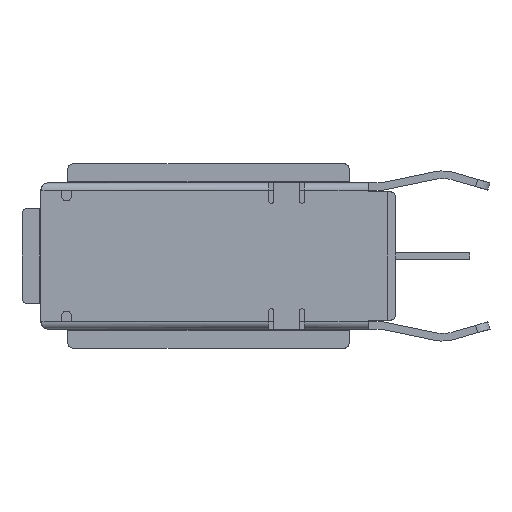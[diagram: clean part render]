
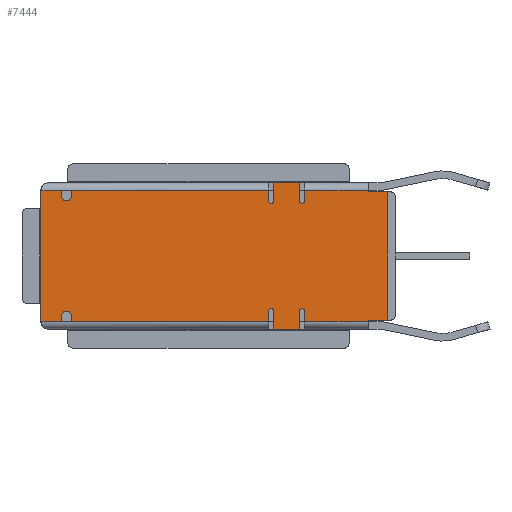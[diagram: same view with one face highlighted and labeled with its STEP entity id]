
A CAD part, left-side view. The second image highlights one B-rep face of the part: STEP entity #7444.
In plain terms, the highlighted planar face has unit normal (-1, 0, 0).
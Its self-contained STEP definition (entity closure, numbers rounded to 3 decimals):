
#9=DIRECTION('',(0.,-1.,0.));
#10=VECTOR('',#9,1.);
#11=CARTESIAN_POINT('',(-9.375,-2.55,-2.86));
#12=LINE('',#11,#10);
#788=DIRECTION('',(0.,0.,-1.));
#789=VECTOR('',#788,5.02);
#790=CARTESIAN_POINT('',(-9.375,-7.,2.51));
#791=LINE('',#790,#789);
#792=DIRECTION('',(0.,1.,0.));
#793=VECTOR('',#792,0.75);
#794=CARTESIAN_POINT('',(-9.375,-7.,-2.51));
#795=LINE('',#794,#793);
#796=DIRECTION('',(0.,1.,0.));
#797=VECTOR('',#796,2.5);
#798=CARTESIAN_POINT('',(-9.375,-6.25,-2.56));
#799=LINE('',#798,#797);
#800=DIRECTION('',(0.,0.,1.));
#801=VECTOR('',#800,0.4);
#802=CARTESIAN_POINT('',(-9.375,-3.75,-2.56));
#803=LINE('',#802,#801);
#804=CARTESIAN_POINT('',(-9.375,-3.65,-2.16));
#805=DIRECTION('',(-1.,0.,0.));
#806=DIRECTION('',(0.,-1.,0.));
#807=AXIS2_PLACEMENT_3D('',#804,#805,#806);
#809=DIRECTION('',(0.,0.,1.));
#810=VECTOR('',#809,0.7);
#811=CARTESIAN_POINT('',(-9.375,-3.55,-2.86));
#812=LINE('',#811,#810);
#813=DIRECTION('',(0.,0.,1.));
#814=VECTOR('',#813,0.7);
#815=CARTESIAN_POINT('',(-9.375,-2.55,-2.86));
#816=LINE('',#815,#814);
#817=CARTESIAN_POINT('',(-9.375,-2.45,-2.16));
#818=DIRECTION('',(-1.,0.,0.));
#819=DIRECTION('',(0.,-1.,0.));
#820=AXIS2_PLACEMENT_3D('',#817,#818,#819);
#822=DIRECTION('',(0.,0.,1.));
#823=VECTOR('',#822,0.4);
#824=CARTESIAN_POINT('',(-9.375,-2.35,-2.56));
#825=LINE('',#824,#823);
#826=DIRECTION('',(0.,1.,0.));
#827=VECTOR('',#826,7.7);
#828=CARTESIAN_POINT('',(-9.375,-2.35,-2.56));
#829=LINE('',#828,#827);
#830=DIRECTION('',(0.,0.,1.));
#831=VECTOR('',#830,0.2);
#832=CARTESIAN_POINT('',(-9.375,5.35,-2.56));
#833=LINE('',#832,#831);
#834=CARTESIAN_POINT('',(-9.375,5.55,-2.36));
#835=DIRECTION('',(-1.,0.,0.));
#836=DIRECTION('',(0.,-1.,0.));
#837=AXIS2_PLACEMENT_3D('',#834,#835,#836);
#839=DIRECTION('',(0.,0.,-1.));
#840=VECTOR('',#839,0.2);
#841=CARTESIAN_POINT('',(-9.375,5.75,-2.36));
#842=LINE('',#841,#840);
#843=DIRECTION('',(0.,1.,0.));
#844=VECTOR('',#843,0.8);
#845=CARTESIAN_POINT('',(-9.375,5.75,-2.56));
#846=LINE('',#845,#844);
#847=DIRECTION('',(0.,0.,1.));
#848=VECTOR('',#847,5.12);
#849=CARTESIAN_POINT('',(-9.375,6.55,-2.56));
#850=LINE('',#849,#848);
#851=DIRECTION('',(0.,-1.,0.));
#852=VECTOR('',#851,0.8);
#853=CARTESIAN_POINT('',(-9.375,6.55,2.56));
#854=LINE('',#853,#852);
#855=DIRECTION('',(0.,0.,-1.));
#856=VECTOR('',#855,0.2);
#857=CARTESIAN_POINT('',(-9.375,5.75,2.56));
#858=LINE('',#857,#856);
#859=CARTESIAN_POINT('',(-9.375,5.55,2.36));
#860=DIRECTION('',(-1.,0.,0.));
#861=DIRECTION('',(0.,1.,0.));
#862=AXIS2_PLACEMENT_3D('',#859,#860,#861);
#864=DIRECTION('',(0.,0.,1.));
#865=VECTOR('',#864,0.2);
#866=CARTESIAN_POINT('',(-9.375,5.35,2.36));
#867=LINE('',#866,#865);
#868=DIRECTION('',(0.,-1.,0.));
#869=VECTOR('',#868,7.7);
#870=CARTESIAN_POINT('',(-9.375,5.35,2.56));
#871=LINE('',#870,#869);
#872=DIRECTION('',(0.,0.,-1.));
#873=VECTOR('',#872,0.4);
#874=CARTESIAN_POINT('',(-9.375,-2.35,2.56));
#875=LINE('',#874,#873);
#876=CARTESIAN_POINT('',(-9.375,-2.45,2.16));
#877=DIRECTION('',(-1.,0.,0.));
#878=DIRECTION('',(0.,1.,0.));
#879=AXIS2_PLACEMENT_3D('',#876,#877,#878);
#881=DIRECTION('',(0.,0.,-1.));
#882=VECTOR('',#881,0.7);
#883=CARTESIAN_POINT('',(-9.375,-2.55,2.86));
#884=LINE('',#883,#882);
#885=DIRECTION('',(0.,0.,-1.));
#886=VECTOR('',#885,0.7);
#887=CARTESIAN_POINT('',(-9.375,-3.55,2.86));
#888=LINE('',#887,#886);
#889=CARTESIAN_POINT('',(-9.375,-3.65,2.16));
#890=DIRECTION('',(-1.,0.,0.));
#891=DIRECTION('',(0.,1.,0.));
#892=AXIS2_PLACEMENT_3D('',#889,#890,#891);
#894=DIRECTION('',(0.,0.,-1.));
#895=VECTOR('',#894,0.4);
#896=CARTESIAN_POINT('',(-9.375,-3.75,2.56));
#897=LINE('',#896,#895);
#898=DIRECTION('',(0.,-1.,0.));
#899=VECTOR('',#898,2.5);
#900=CARTESIAN_POINT('',(-9.375,-3.75,2.56));
#901=LINE('',#900,#899);
#902=DIRECTION('',(0.,-1.,0.));
#903=VECTOR('',#902,0.75);
#904=CARTESIAN_POINT('',(-9.375,-6.25,2.51));
#905=LINE('',#904,#903);
#998=DIRECTION('',(0.,-1.,0.));
#999=VECTOR('',#998,1.);
#1000=CARTESIAN_POINT('',(-9.375,-2.55,2.86));
#1001=LINE('',#1000,#999);
#3244=DIRECTION('',(0.,0.,1.));
#3245=VECTOR('',#3244,0.05);
#3246=CARTESIAN_POINT('',(-9.375,-6.25,-2.56));
#3247=LINE('',#3246,#3245);
#3256=DIRECTION('',(0.,0.,1.));
#3257=VECTOR('',#3256,0.05);
#3258=CARTESIAN_POINT('',(-9.375,-6.25,2.51));
#3259=LINE('',#3258,#3257);
#5451=CARTESIAN_POINT('',(-9.375,5.35,-2.56));
#5452=CARTESIAN_POINT('',(-9.375,5.35,-2.36));
#5453=VERTEX_POINT('',#5451);
#5454=VERTEX_POINT('',#5452);
#5455=CARTESIAN_POINT('',(-9.375,5.75,-2.36));
#5456=VERTEX_POINT('',#5455);
#5457=CARTESIAN_POINT('',(-9.375,5.75,-2.56));
#5458=VERTEX_POINT('',#5457);
#5459=CARTESIAN_POINT('',(-9.375,5.75,2.56));
#5460=CARTESIAN_POINT('',(-9.375,5.75,2.36));
#5461=VERTEX_POINT('',#5459);
#5462=VERTEX_POINT('',#5460);
#5463=CARTESIAN_POINT('',(-9.375,5.35,2.36));
#5464=VERTEX_POINT('',#5463);
#5465=CARTESIAN_POINT('',(-9.375,5.35,2.56));
#5466=VERTEX_POINT('',#5465);
#5483=CARTESIAN_POINT('',(-9.375,-3.75,-2.16));
#5484=CARTESIAN_POINT('',(-9.375,-3.55,-2.16));
#5485=VERTEX_POINT('',#5483);
#5486=VERTEX_POINT('',#5484);
#5487=CARTESIAN_POINT('',(-9.375,-3.55,-2.86));
#5488=VERTEX_POINT('',#5487);
#5489=CARTESIAN_POINT('',(-9.375,-2.55,-2.86));
#5490=CARTESIAN_POINT('',(-9.375,-2.55,-2.16));
#5491=VERTEX_POINT('',#5489);
#5492=VERTEX_POINT('',#5490);
#5493=CARTESIAN_POINT('',(-9.375,-2.35,-2.16));
#5494=VERTEX_POINT('',#5493);
#5495=CARTESIAN_POINT('',(-9.375,-3.55,2.86));
#5496=CARTESIAN_POINT('',(-9.375,-3.55,2.16));
#5497=VERTEX_POINT('',#5495);
#5498=VERTEX_POINT('',#5496);
#5499=CARTESIAN_POINT('',(-9.375,-3.75,2.16));
#5500=VERTEX_POINT('',#5499);
#5501=CARTESIAN_POINT('',(-9.375,-2.35,2.16));
#5502=CARTESIAN_POINT('',(-9.375,-2.55,2.16));
#5503=VERTEX_POINT('',#5501);
#5504=VERTEX_POINT('',#5502);
#5505=CARTESIAN_POINT('',(-9.375,-2.55,2.86));
#5506=VERTEX_POINT('',#5505);
#5818=CARTESIAN_POINT('',(-9.375,-2.35,2.56));
#5820=VERTEX_POINT('',#5818);
#5823=CARTESIAN_POINT('',(-9.375,-2.35,-2.56));
#5825=VERTEX_POINT('',#5823);
#5833=CARTESIAN_POINT('',(-9.375,6.55,-2.56));
#5834=VERTEX_POINT('',#5833);
#5839=CARTESIAN_POINT('',(-9.375,6.55,2.56));
#5840=VERTEX_POINT('',#5839);
#5841=CARTESIAN_POINT('',(-9.375,-3.75,2.56));
#5842=CARTESIAN_POINT('',(-9.375,-6.25,2.56));
#5843=VERTEX_POINT('',#5841);
#5844=VERTEX_POINT('',#5842);
#5850=CARTESIAN_POINT('',(-9.375,-3.75,-2.56));
#5852=VERTEX_POINT('',#5850);
#5853=CARTESIAN_POINT('',(-9.375,-6.25,-2.56));
#5854=VERTEX_POINT('',#5853);
#6860=CARTESIAN_POINT('',(-9.375,-6.25,2.51));
#6861=VERTEX_POINT('',#6860);
#6862=CARTESIAN_POINT('',(-9.375,-6.25,-2.51));
#6863=VERTEX_POINT('',#6862);
#6864=CARTESIAN_POINT('',(-9.375,-7.,2.51));
#6865=CARTESIAN_POINT('',(-9.375,-7.,-2.51));
#6866=VERTEX_POINT('',#6864);
#6867=VERTEX_POINT('',#6865);
#7375=CARTESIAN_POINT('',(-9.375,6.55,-2.86));
#7376=DIRECTION('',(-1.,0.,0.));
#7377=DIRECTION('',(0.,-1.,0.));
#7378=AXIS2_PLACEMENT_3D('',#7375,#7376,#7377);
#7379=PLANE('',#7378);
#7381=ORIENTED_EDGE('',*,*,#7380,.T.);
#7383=ORIENTED_EDGE('',*,*,#7382,.T.);
#7385=ORIENTED_EDGE('',*,*,#7384,.F.);
#7387=ORIENTED_EDGE('',*,*,#7386,.T.);
#7389=ORIENTED_EDGE('',*,*,#7388,.T.);
#7391=ORIENTED_EDGE('',*,*,#7390,.T.);
#7392=ORIENTED_EDGE('',*,*,#7364,.F.);
#7393=ORIENTED_EDGE('',*,*,#6889,.F.);
#7395=ORIENTED_EDGE('',*,*,#7394,.T.);
#7397=ORIENTED_EDGE('',*,*,#7396,.T.);
#7399=ORIENTED_EDGE('',*,*,#7398,.F.);
#7401=ORIENTED_EDGE('',*,*,#7400,.T.);
#7403=ORIENTED_EDGE('',*,*,#7402,.T.);
#7405=ORIENTED_EDGE('',*,*,#7404,.T.);
#7407=ORIENTED_EDGE('',*,*,#7406,.T.);
#7409=ORIENTED_EDGE('',*,*,#7408,.T.);
#7411=ORIENTED_EDGE('',*,*,#7410,.T.);
#7413=ORIENTED_EDGE('',*,*,#7412,.T.);
#7415=ORIENTED_EDGE('',*,*,#7414,.T.);
#7417=ORIENTED_EDGE('',*,*,#7416,.T.);
#7419=ORIENTED_EDGE('',*,*,#7418,.T.);
#7421=ORIENTED_EDGE('',*,*,#7420,.T.);
#7423=ORIENTED_EDGE('',*,*,#7422,.T.);
#7425=ORIENTED_EDGE('',*,*,#7424,.T.);
#7427=ORIENTED_EDGE('',*,*,#7426,.F.);
#7429=ORIENTED_EDGE('',*,*,#7428,.T.);
#7431=ORIENTED_EDGE('',*,*,#7430,.T.);
#7433=ORIENTED_EDGE('',*,*,#7432,.T.);
#7435=ORIENTED_EDGE('',*,*,#7434,.F.);
#7437=ORIENTED_EDGE('',*,*,#7436,.T.);
#7439=ORIENTED_EDGE('',*,*,#7438,.F.);
#7441=ORIENTED_EDGE('',*,*,#7440,.T.);
#7442=EDGE_LOOP('',(#7381,#7383,#7385,#7387,#7389,#7391,#7392,#7393,#7395,#7397,
#7399,#7401,#7403,#7405,#7407,#7409,#7411,#7413,#7415,#7417,#7419,#7421,#7423,
#7425,#7427,#7429,#7431,#7433,#7435,#7437,#7439,#7441));
#7443=FACE_OUTER_BOUND('',#7442,.F.);
#7444=ADVANCED_FACE('',(#7443),#7379,.T.);
#808=CIRCLE('',#807,0.1);
#821=CIRCLE('',#820,0.1);
#838=CIRCLE('',#837,0.2);
#863=CIRCLE('',#862,0.2);
#880=CIRCLE('',#879,0.1);
#893=CIRCLE('',#892,0.1);
#6889=EDGE_CURVE('',#5491,#5488,#12,.T.);
#7364=EDGE_CURVE('',#5488,#5486,#812,.T.);
#7380=EDGE_CURVE('',#6866,#6867,#791,.T.);
#7382=EDGE_CURVE('',#6867,#6863,#795,.T.);
#7384=EDGE_CURVE('',#5854,#6863,#3247,.T.);
#7386=EDGE_CURVE('',#5854,#5852,#799,.T.);
#7388=EDGE_CURVE('',#5852,#5485,#803,.T.);
#7390=EDGE_CURVE('',#5485,#5486,#808,.T.);
#7394=EDGE_CURVE('',#5491,#5492,#816,.T.);
#7396=EDGE_CURVE('',#5492,#5494,#821,.T.);
#7398=EDGE_CURVE('',#5825,#5494,#825,.T.);
#7400=EDGE_CURVE('',#5825,#5453,#829,.T.);
#7402=EDGE_CURVE('',#5453,#5454,#833,.T.);
#7404=EDGE_CURVE('',#5454,#5456,#838,.T.);
#7406=EDGE_CURVE('',#5456,#5458,#842,.T.);
#7408=EDGE_CURVE('',#5458,#5834,#846,.T.);
#7410=EDGE_CURVE('',#5834,#5840,#850,.T.);
#7412=EDGE_CURVE('',#5840,#5461,#854,.T.);
#7414=EDGE_CURVE('',#5461,#5462,#858,.T.);
#7416=EDGE_CURVE('',#5462,#5464,#863,.T.);
#7418=EDGE_CURVE('',#5464,#5466,#867,.T.);
#7420=EDGE_CURVE('',#5466,#5820,#871,.T.);
#7422=EDGE_CURVE('',#5820,#5503,#875,.T.);
#7424=EDGE_CURVE('',#5503,#5504,#880,.T.);
#7426=EDGE_CURVE('',#5506,#5504,#884,.T.);
#7428=EDGE_CURVE('',#5506,#5497,#1001,.T.);
#7430=EDGE_CURVE('',#5497,#5498,#888,.T.);
#7432=EDGE_CURVE('',#5498,#5500,#893,.T.);
#7434=EDGE_CURVE('',#5843,#5500,#897,.T.);
#7436=EDGE_CURVE('',#5843,#5844,#901,.T.);
#7438=EDGE_CURVE('',#6861,#5844,#3259,.T.);
#7440=EDGE_CURVE('',#6861,#6866,#905,.T.);
